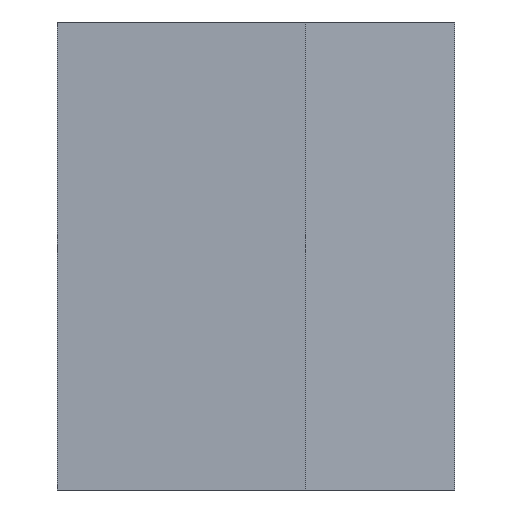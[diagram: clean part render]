
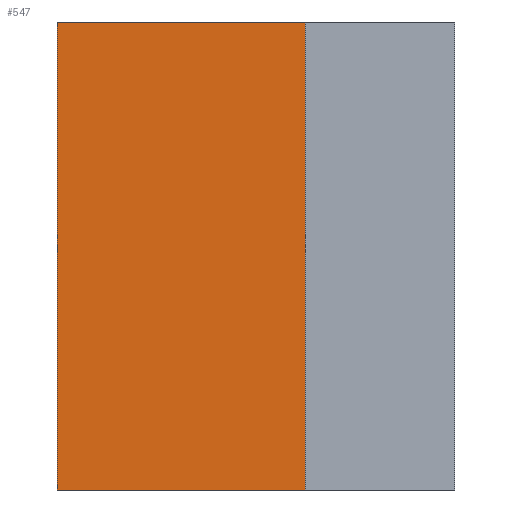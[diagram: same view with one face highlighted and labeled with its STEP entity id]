
A CAD part, left-side view. The second image highlights one B-rep face of the part: STEP entity #547.
In plain terms, the highlighted planar face has unit normal (-1, 0, 0).
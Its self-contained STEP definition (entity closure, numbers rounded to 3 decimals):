
#67=FACE_OUTER_BOUND('',#101,.T.);
#101=EDGE_LOOP('',(#447,#448,#449,#450));
#159=LINE('',#875,#219);
#165=LINE('',#891,#225);
#166=LINE('',#893,#226);
#167=LINE('',#894,#227);
#219=VECTOR('',#722,10.);
#225=VECTOR('',#736,10.);
#226=VECTOR('',#737,10.);
#227=VECTOR('',#738,10.);
#271=VERTEX_POINT('',#869);
#273=VERTEX_POINT('',#873);
#279=VERTEX_POINT('',#890);
#280=VERTEX_POINT('',#892);
#336=EDGE_CURVE('',#271,#273,#159,.T.);
#343=EDGE_CURVE('',#279,#273,#165,.T.);
#344=EDGE_CURVE('',#280,#279,#166,.T.);
#345=EDGE_CURVE('',#280,#271,#167,.T.);
#447=ORIENTED_EDGE('',*,*,#336,.T.);
#448=ORIENTED_EDGE('',*,*,#343,.F.);
#449=ORIENTED_EDGE('',*,*,#344,.F.);
#450=ORIENTED_EDGE('',*,*,#345,.T.);
#519=PLANE('',#610);
#547=ADVANCED_FACE('',(#67),#519,.T.);
#610=AXIS2_PLACEMENT_3D('',#889,#734,#735);
#722=DIRECTION('',(0.,0.,1.));
#734=DIRECTION('center_axis',(-1.,0.,0.));
#735=DIRECTION('ref_axis',(0.,-1.,0.));
#736=DIRECTION('',(0.,-1.,0.));
#737=DIRECTION('',(0.,0.,1.));
#738=DIRECTION('',(0.,-1.,0.));
#869=CARTESIAN_POINT('',(-21.,-1.05,0.));
#873=CARTESIAN_POINT('',(-21.,-1.05,10.));
#875=CARTESIAN_POINT('',(-21.,-1.05,5.));
#889=CARTESIAN_POINT('Origin',(-21.,4.25,0.));
#890=CARTESIAN_POINT('',(-21.,4.25,10.));
#891=CARTESIAN_POINT('',(-21.,4.25,10.));
#892=CARTESIAN_POINT('',(-21.,4.25,0.));
#893=CARTESIAN_POINT('',(-21.,4.25,0.));
#894=CARTESIAN_POINT('',(-21.,4.25,0.));
